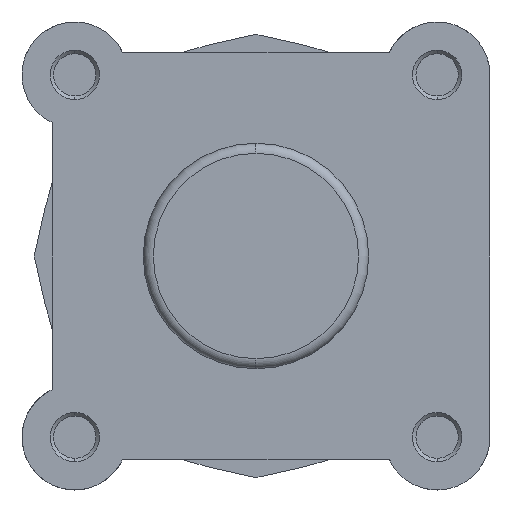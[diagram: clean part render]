
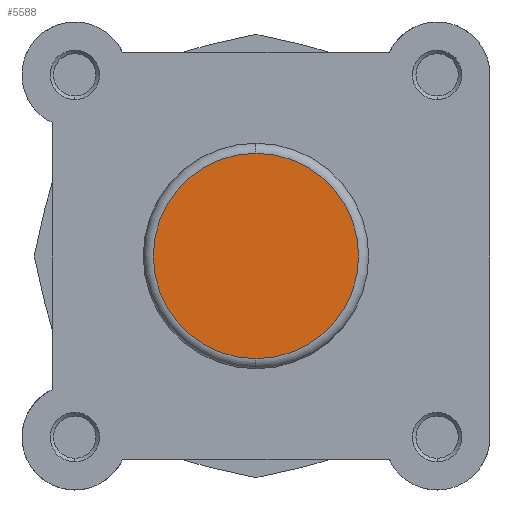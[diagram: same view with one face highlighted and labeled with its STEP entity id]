
A CAD part, left-side view. The second image highlights one B-rep face of the part: STEP entity #5588.
In plain terms, the highlighted planar face has unit normal (-1, 0, 0).
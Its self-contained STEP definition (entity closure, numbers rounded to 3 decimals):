
#33 = CARTESIAN_POINT ( 'NONE',  ( 0., 0., 20.4 ) ) ;
#103 = CARTESIAN_POINT ( 'NONE',  ( 0., 0., -20.4 ) ) ;
#181 = VERTEX_POINT ( 'NONE', #103 ) ;
#234 = VERTEX_POINT ( 'NONE', #33 ) ;
#784 = CIRCLE ( 'NONE', #3116, 20.4 ) ;
#809 = CIRCLE ( 'NONE', #3138, 20.4 ) ;
#1318 = FACE_OUTER_BOUND ( 'NONE', #4709, .T. ) ;
#1869 = CARTESIAN_POINT ( 'NONE',  ( 0., 0., 0. ) ) ;
#1870 = DIRECTION ( 'NONE',  ( -1., 0., 0. ) ) ;
#1871 = DIRECTION ( 'NONE',  ( 0., 0., -1. ) ) ;
#1928 = CARTESIAN_POINT ( 'NONE',  ( 0., 0., 0. ) ) ;
#1930 = DIRECTION ( 'NONE',  ( -1., 0., 0. ) ) ;
#1931 = DIRECTION ( 'NONE',  ( 0., 0., -1. ) ) ;
#2804 = EDGE_CURVE ( 'NONE', #234, #181, #784, .T. ) ;
#2825 = EDGE_CURVE ( 'NONE', #181, #234, #809, .T. ) ;
#3116 = AXIS2_PLACEMENT_3D ( 'NONE', #1869, #1870, #1871 ) ;
#3138 = AXIS2_PLACEMENT_3D ( 'NONE', #1928, #1930, #1931 ) ;
#3380 = AXIS2_PLACEMENT_3D ( 'NONE', #3921, #3924, #3925 ) ;
#3921 = CARTESIAN_POINT ( 'NONE',  ( 0., 0., 0. ) ) ;
#3922 = PLANE ( 'NONE',  #3380 ) ;
#3924 = DIRECTION ( 'NONE',  ( 1., 0., 0. ) ) ;
#3925 = DIRECTION ( 'NONE',  ( 0., 0., -1. ) ) ;
#4709 = EDGE_LOOP ( 'NONE', ( #5370, #5357 ) ) ;
#5357 = ORIENTED_EDGE ( 'NONE', *, *, #2804, .T. ) ;
#5370 = ORIENTED_EDGE ( 'NONE', *, *, #2825, .T. ) ;
#5588 = ADVANCED_FACE ( 'NONE', ( #1318 ), #3922, .F. ) ;
